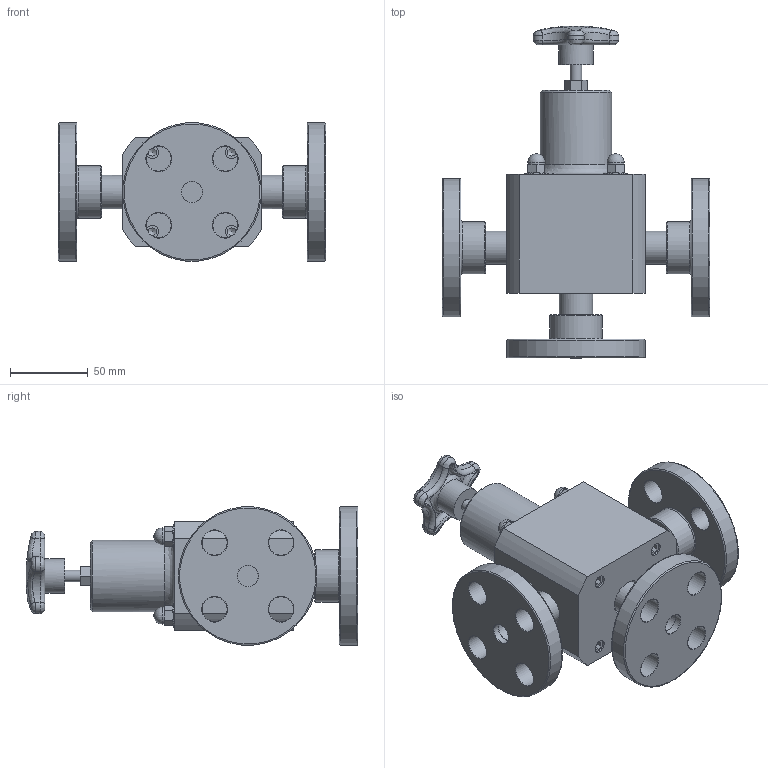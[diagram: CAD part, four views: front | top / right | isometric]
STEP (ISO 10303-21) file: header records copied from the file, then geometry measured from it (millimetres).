
FILE_DESCRIPTION((''),'2;1');
FILE_NAME('TVPF50-PVC_R0.stp','2017-07-25T09:47:41',('salesdesk5'),(''),'Autodesk Inventor 2009','Autodesk Inventor 2009','');
FILE_SCHEMA(('AUTOMOTIVE_DESIGN { 1 0 10303 214 1 1 1 1 }'));
Length unit declared in the file: inch
Products named in the file (1): TVPF50-PVC_R0
Bounding box: 171.45 x 212.84 x 88.56 mm (x, y, z)
Volume: 799648.2 mm3; surface area: 122964.2 mm2
Topology: 1 solids, 10 shells, 432 faces, 990 edges, 605 vertices
Faces by surface type: plane 164, bspline 118, cylinder 62, torus 58, sphere 17, cone 13
Full cylindrical faces by diameter (mm): 4.445 x4, 7.442 x1, 10.998 x4, 13.36 x3, 15.875 x4, 16.002 x12, 22.098 x1, 33.541 x3, 45.72 x1, 60.325 x1, 60.96 x1, 88.9 x3
Entity records: 16151 total; most frequent: CARTESIAN_POINT 7149, DIRECTION 1696, ORIENTED_EDGE 1678, EDGE_CURVE 839, AXIS2_PLACEMENT_3D 745, EDGE_LOOP 619, VERTEX_POINT 580, FACE_OUTER_BOUND 432
